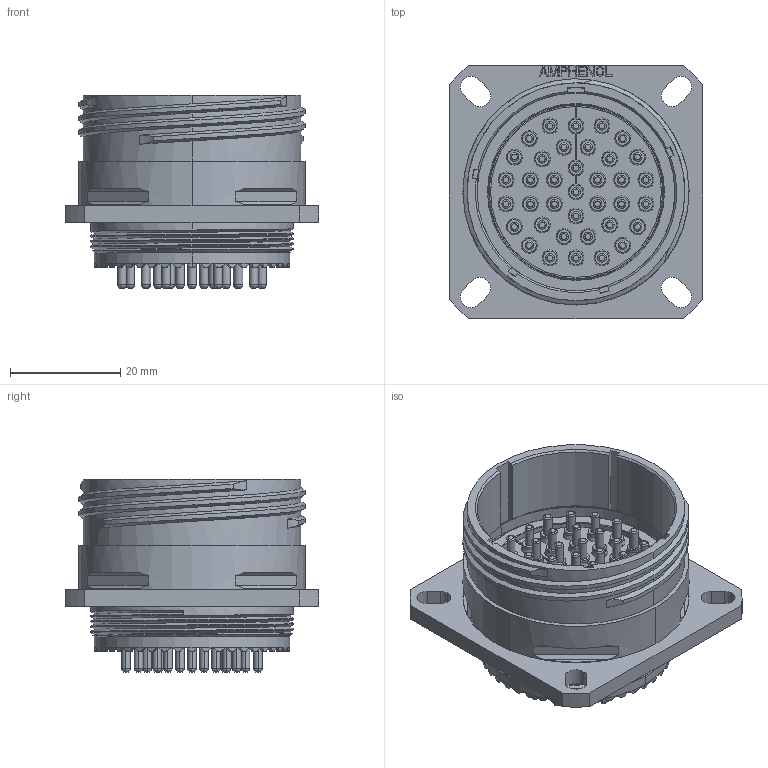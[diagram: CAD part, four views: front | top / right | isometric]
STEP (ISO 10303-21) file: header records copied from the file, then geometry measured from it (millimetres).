
FILE_DESCRIPTION((''),'2;1');
FILE_NAME('TVPS00DS-25-37P-P15-_SW','2022-03-29T14:26:11',('sigmaxadm'),(''),'CREO PARAMETRIC BY PTC INC, 2021184','CREO PARAMETRIC BY PTC INC, 2021184','');
FILE_SCHEMA(('CONFIG_CONTROL_DESIGN'));
Length unit declared in the file: inch
Products named in the file (1): TVPS00DS-25-37P-P15-_SW
Bounding box: 46.01 x 46.01 x 35.08 mm (x, y, z)
Volume: 22921.9 mm3; surface area: 16114.1 mm2
Topology: 1 solids, 1 shells, 1363 faces, 3209 edges, 1981 vertices
Faces by surface type: plane 458, cylinder 424, torus 234, cone 163, bspline 84
Entity records: 52450 total; most frequent: CARTESIAN_POINT 21328, DIRECTION 6655, ORIENTED_EDGE 6418, EDGE_CURVE 3209, AXIS2_PLACEMENT_3D 2713, VERTEX_POINT 1981, EDGE_LOOP 1504, CIRCLE 1434
